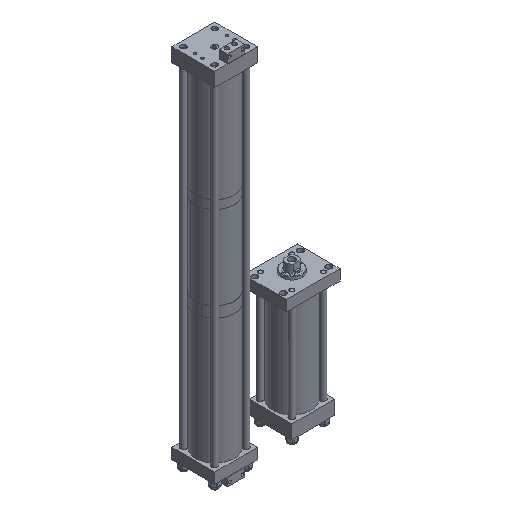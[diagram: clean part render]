
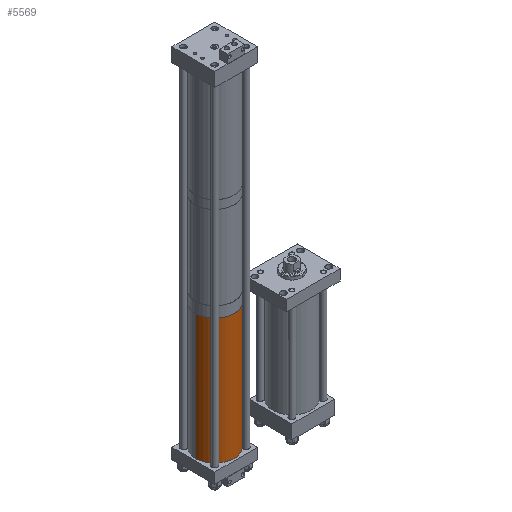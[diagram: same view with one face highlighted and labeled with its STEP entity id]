
A CAD part, isometric view. The second image highlights one B-rep face of the part: STEP entity #5569.
In plain terms, the highlighted cylindrical face has radius 57.15 mm (diameter 114.3 mm), a partial arc.
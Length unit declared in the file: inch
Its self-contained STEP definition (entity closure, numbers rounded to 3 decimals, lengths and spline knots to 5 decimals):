
#330 = CIRCLE ( 'NONE', #2407, 2.25 ) ;
#836 = DIRECTION ( 'NONE',  ( 0., 0., -1. ) ) ;
#1703 = EDGE_CURVE ( 'NONE', #4722, #11234, #11241, .T. ) ;
#2023 = DIRECTION ( 'NONE',  ( 0., 0., 1. ) ) ;
#2140 = CYLINDRICAL_SURFACE ( 'NONE', #12000, 2.25 ) ;
#2407 = AXIS2_PLACEMENT_3D ( 'NONE', #12627, #2023, #10554 ) ;
#2571 = DIRECTION ( 'NONE',  ( 0., 0., 1. ) ) ;
#2608 = DIRECTION ( 'NONE',  ( -1., 0., 0. ) ) ;
#2609 = DIRECTION ( 'NONE',  ( 0., 0., -1. ) ) ;
#3121 = CARTESIAN_POINT ( 'NONE',  ( 2.25, 0., 14.64 ) ) ;
#3169 = CARTESIAN_POINT ( 'NONE',  ( -2.25, 0., 14.64 ) ) ;
#3806 = EDGE_CURVE ( 'NONE', #8240, #11234, #330, .T. ) ;
#3839 = VERTEX_POINT ( 'NONE', #3169 ) ;
#4009 = FACE_OUTER_BOUND ( 'NONE', #10838, .T. ) ;
#4364 = ORIENTED_EDGE ( 'NONE', *, *, #1703, .F. ) ;
#4722 = VERTEX_POINT ( 'NONE', #3121 ) ;
#5569 = ADVANCED_FACE ( 'NONE', ( #4009 ), #2140, .T. ) ;
#5967 = DIRECTION ( 'NONE',  ( 0., 0., -1. ) ) ;
#6012 = CARTESIAN_POINT ( 'NONE',  ( 2.25, 0., 14.64 ) ) ;
#6267 = EDGE_CURVE ( 'NONE', #3839, #4722, #8553, .T. ) ;
#6540 = ORIENTED_EDGE ( 'NONE', *, *, #3806, .T. ) ;
#7015 = CARTESIAN_POINT ( 'NONE',  ( 0., 0., 14.64 ) ) ;
#7096 = CARTESIAN_POINT ( 'NONE',  ( -2.25, 0., 0. ) ) ;
#8240 = VERTEX_POINT ( 'NONE', #7096 ) ;
#8540 = CARTESIAN_POINT ( 'NONE',  ( 2.25, 0., 0. ) ) ;
#8553 = CIRCLE ( 'NONE', #10264, 2.25 ) ;
#8717 = DIRECTION ( 'NONE',  ( 1., 0., 0. ) ) ;
#9105 = CARTESIAN_POINT ( 'NONE',  ( -2.25, 0., 14.64 ) ) ;
#9196 = LINE ( 'NONE', #9105, #12421 ) ;
#9607 = ORIENTED_EDGE ( 'NONE', *, *, #6267, .F. ) ;
#10264 = AXIS2_PLACEMENT_3D ( 'NONE', #13133, #2571, #8717 ) ;
#10554 = DIRECTION ( 'NONE',  ( 1., 0., 0. ) ) ;
#10750 = VECTOR ( 'NONE', #836, 39.37008 ) ;
#10838 = EDGE_LOOP ( 'NONE', ( #4364, #9607, #12350, #6540 ) ) ;
#11234 = VERTEX_POINT ( 'NONE', #8540 ) ;
#11241 = LINE ( 'NONE', #6012, #10750 ) ;
#12000 = AXIS2_PLACEMENT_3D ( 'NONE', #7015, #5967, #2608 ) ;
#12350 = ORIENTED_EDGE ( 'NONE', *, *, #14054, .T. ) ;
#12421 = VECTOR ( 'NONE', #2609, 39.37008 ) ;
#12627 = CARTESIAN_POINT ( 'NONE',  ( 0., 0., 0. ) ) ;
#13133 = CARTESIAN_POINT ( 'NONE',  ( 0., 0., 14.64 ) ) ;
#14054 = EDGE_CURVE ( 'NONE', #3839, #8240, #9196, .T. ) ;
